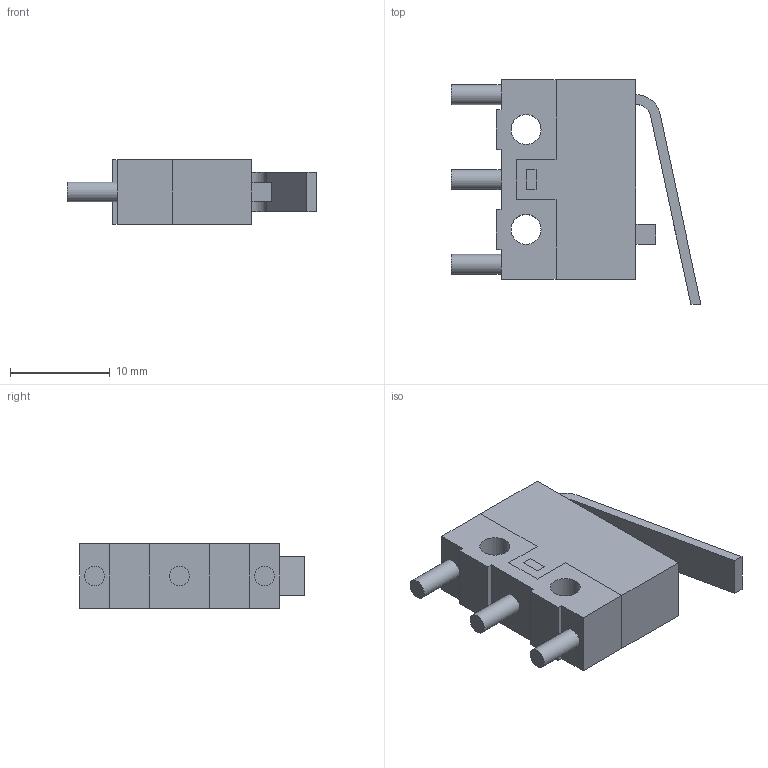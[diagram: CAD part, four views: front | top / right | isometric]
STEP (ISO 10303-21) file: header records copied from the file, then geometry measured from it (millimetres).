
FILE_DESCRIPTION(('FreeCAD Model'),'2;1');
FILE_NAME('endstop20x14x6.5.stp','2014-09-23T17:52:20',('FreeCAD'),( 'FreeCAD'),'Open CASCADE STEP processor 6.7','FreeCAD','Unknown');
FILE_SCHEMA(('AUTOMOTIVE_DESIGN_CC2 { 1 2 10303 214 -1 1 5 4 }'));
Length unit declared in the file: millimetre
Products named in the file (3): Inferior; Superior; Pesta?a001
Bounding box: 25 x 22.5 x 6.5 mm (x, y, z)
Volume: 1846.2 mm3; surface area: 1900 mm2
Topology: 3 solids, 3 shells, 66 faces, 159 edges, 104 vertices
Faces by surface type: plane 57, cylinder 9
Full cylindrical faces by diameter (mm): 2 x5, 3 x2
Entity records: 4425 total; most frequent: CARTESIAN_POINT 721, DIRECTION 608, LINE 424, VECTOR 424, ORIENTED_EDGE 318, PCURVE 318, DEFINITIONAL_REPRESENTATION 318, EDGE_CURVE 159
